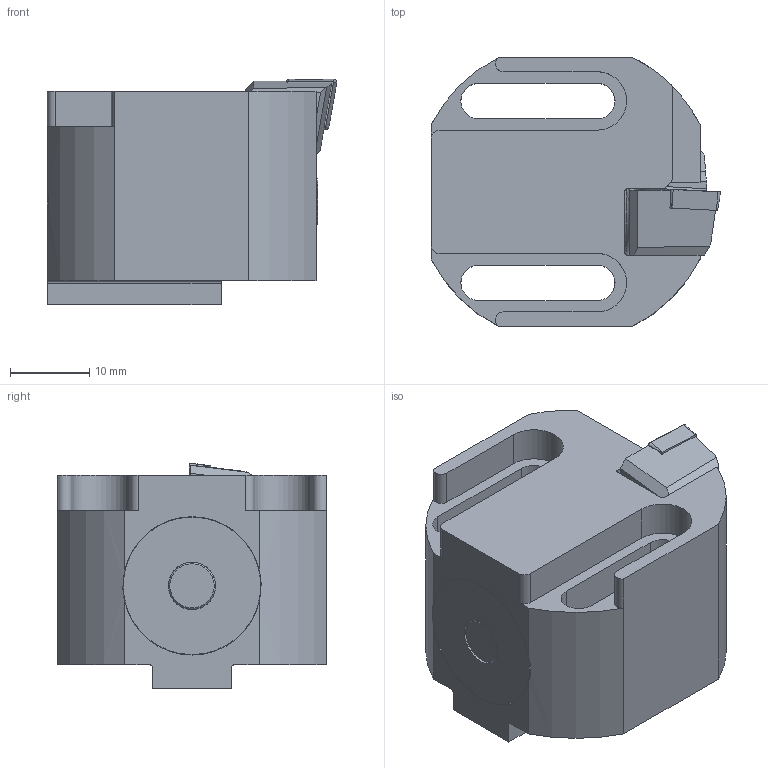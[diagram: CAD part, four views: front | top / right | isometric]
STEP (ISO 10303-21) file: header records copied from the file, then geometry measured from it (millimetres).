
FILE_DESCRIPTION (( 'STEP AP214' ), '1' );
FILE_NAME ('EH1.038.023_BG1.STEP', '2021-08-17T06:52:14', ( '' ), ( '' ), 'SwSTEP 2.0', 'SolidWorks 2017', '' );
FILE_SCHEMA (( 'AUTOMOTIVE_DESIGN' ));
Length unit declared in the file: millimetre
Products named in the file (14): EH1-WCA.016.024; ISO 2338 - 2 h8 x 10; Exx-EH1.038.023_B; EH1-WCA.016.024_A_fertigbearbeitet; DIN 3771 - 13x2; EH1.038.023_BG1; ISO 4026 - M5 x 10_ISO 4026 - M5 x 10; EH1-BG1.016.010_B; EH1-BG1.013.034_A; DIN 3771 - 11x1; DIN 5401-03; CCMT060204; BN 1375 - ø16xø8.2x0.4_vorgespannt; WCA-ER2.001.005_A
Assembly tree (27 placements, depth 3):
  EH1.038.023_BG1
    Exx-EH1.038.023_B
    EH1-BG1.016.010_B
    EH1-WCA.016.024
      EH1-WCA.016.024_A_fertigbearbeitet
      CCMT060204
      DIN 3771 - 13x2
      WCA-ER2.001.005_A
    EH1-BG1.013.034_A
    DIN 5401-03  x10
    DIN 3771 - 11x1
    BN 1375 - ø16xø8.2x0.4_vorgespannt  x6
    ISO 4026 - M5 x 10_ISO 4026 - M5 x 10
    ISO 2338 - 2 h8 x 10
Bounding box: 36.62 x 34 x 28.5 mm (x, y, z)
Volume: 20094 mm3; surface area: 16080.6 mm2
Topology: 26 solids, 26 shells, 617 faces, 1643 edges, 1061 vertices
Faces by surface type: plane 325, cone 103, cylinder 89, bspline 61, torus 28, sphere 11
Full cylindrical faces by diameter (mm): 2 x3, 2.05 x1, 2.5 x2, 2.8 x1, 3.4 x1, 3.85 x1, 4 x1, 4.2 x1, 5 x1, 5.1 x1, 6 x2, 6.4 x1, 6.9 x1, 7 x2, 7.5 x1, 8.2 x6, 11.2 x1, 12.85 x2, 13 x1, 13.1 x1, 16 x7, 16.34 x2, 16.4 x6, 17.4 x1, 17.5 x1
Entity records: 24725 total; most frequent: CARTESIAN_POINT 7324, ORIENTED_EDGE 2928, DIRECTION 2379, EDGE_CURVE 1464, VERTEX_POINT 1001, AXIS2_PLACEMENT_3D 892, EDGE_LOOP 711, FACE_OUTER_BOUND 646
